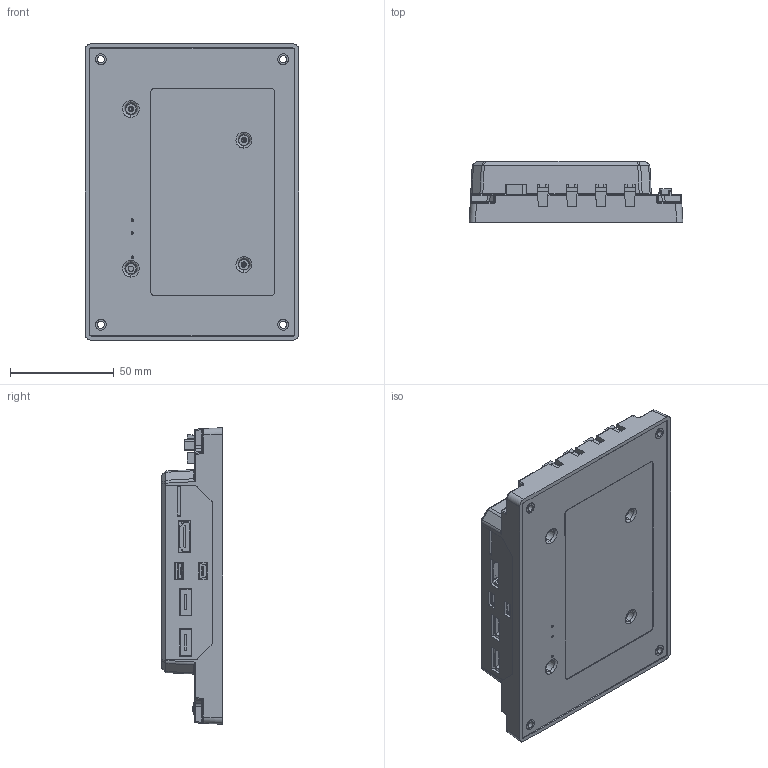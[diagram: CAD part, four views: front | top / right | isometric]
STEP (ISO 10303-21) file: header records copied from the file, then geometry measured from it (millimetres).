
FILE_DESCRIPTION (( 'STEP AP214' ), '1' );
FILE_NAME ('REV-31-1152.STEP', '2017-04-10T18:05:16', ( '' ), ( '' ), 'SwSTEP 2.0', 'SolidWorks 2016', '' );
FILE_SCHEMA (( 'AUTOMOTIVE_DESIGN' ));
Length unit declared in the file: millimetre
Products named in the file (1): REV-31-1152
Bounding box: 103 x 29.5 x 143 mm (x, y, z)
Volume: 120715.4 mm3; surface area: 149446.3 mm2
Topology: 33 solids, 33 shells, 6242 faces, 15854 edges, 9995 vertices
Faces by surface type: plane 5115, cylinder 807, bspline 194, cone 122, torus 4
Entity records: 258786 total; most frequent: CARTESIAN_POINT 41230, ORIENTED_EDGE 31704, DIRECTION 28217, EDGE_CURVE 15852, VECTOR 13277, LINE 13277, VERTEX_POINT 9995, AXIS2_PLACEMENT_3D 7470
